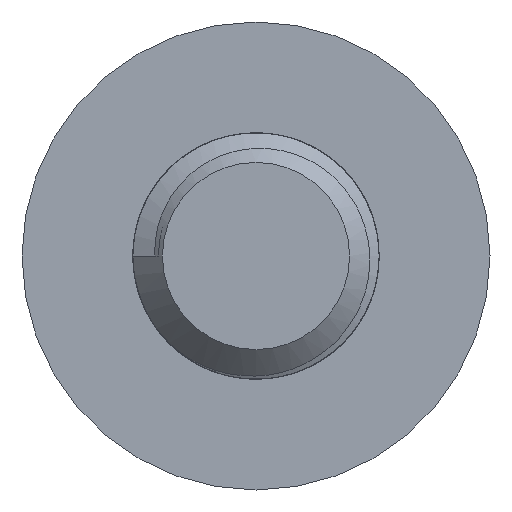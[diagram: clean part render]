
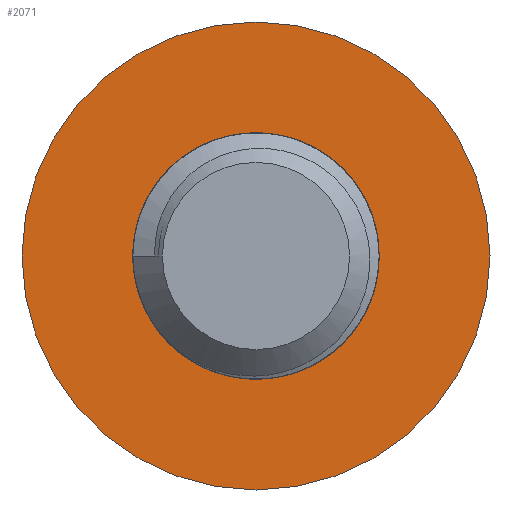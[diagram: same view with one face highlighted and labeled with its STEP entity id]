
A CAD part, left-side view. The second image highlights one B-rep face of the part: STEP entity #2071.
In plain terms, the highlighted face is planar.
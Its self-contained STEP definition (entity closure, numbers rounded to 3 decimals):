
#23=PLANE('',#2215);
#35=FACE_BOUND('',#367,.T.);
#137=CIRCLE('',#2151,2.5);
#138=CIRCLE('',#2154,2.5);
#141=CIRCLE('',#2201,4.75);
#150=CIRCLE('',#2216,2.5);
#248=FACE_OUTER_BOUND('',#366,.T.);
#366=EDGE_LOOP('',(#1627));
#367=EDGE_LOOP('',(#1628,#1629,#1630));
#804=VERTEX_POINT('',#4309);
#805=VERTEX_POINT('',#4311);
#812=VERTEX_POINT('',#4368);
#902=VERTEX_POINT('',#7612);
#1057=EDGE_CURVE('',#804,#805,#137,.T.);
#1065=EDGE_CURVE('',#805,#812,#138,.T.);
#1199=EDGE_CURVE('',#902,#902,#141,.T.);
#1213=EDGE_CURVE('',#812,#804,#150,.T.);
#1627=ORIENTED_EDGE('',*,*,#1199,.F.);
#1628=ORIENTED_EDGE('',*,*,#1065,.F.);
#1629=ORIENTED_EDGE('',*,*,#1057,.F.);
#1630=ORIENTED_EDGE('',*,*,#1213,.F.);
#2071=ADVANCED_FACE('',(#248,#35),#23,.F.);
#2151=AXIS2_PLACEMENT_3D('',#4312,#2377,#2378);
#2154=AXIS2_PLACEMENT_3D('',#4369,#2386,#2387);
#2201=AXIS2_PLACEMENT_3D('',#7614,#2523,#2524);
#2215=AXIS2_PLACEMENT_3D('',#7715,#2553,#2554);
#2216=AXIS2_PLACEMENT_3D('',#7716,#2555,#2556);
#2377=DIRECTION('center_axis',(0.,0.,-1.));
#2378=DIRECTION('ref_axis',(1.,0.,0.));
#2386=DIRECTION('center_axis',(0.,0.,-1.));
#2387=DIRECTION('ref_axis',(1.,0.,0.));
#2523=DIRECTION('center_axis',(0.,0.,1.));
#2524=DIRECTION('ref_axis',(1.,0.,0.));
#2553=DIRECTION('center_axis',(0.,0.,1.));
#2554=DIRECTION('ref_axis',(1.,0.,0.));
#2555=DIRECTION('center_axis',(0.,0.,-1.));
#2556=DIRECTION('ref_axis',(1.,0.,0.));
#4309=CARTESIAN_POINT('',(0.,-2.5,-2.75));
#4311=CARTESIAN_POINT('',(0.,2.5,-2.75));
#4312=CARTESIAN_POINT('Origin',(0.,0.,-2.75));
#4368=CARTESIAN_POINT('',(1.768,1.768,-2.75));
#4369=CARTESIAN_POINT('Origin',(0.,0.,-2.75));
#7612=CARTESIAN_POINT('',(-4.75,0.,-2.75));
#7614=CARTESIAN_POINT('Origin',(0.,0.,-2.75));
#7715=CARTESIAN_POINT('Origin',(0.,-4.75,-2.75));
#7716=CARTESIAN_POINT('Origin',(0.,0.,-2.75));
